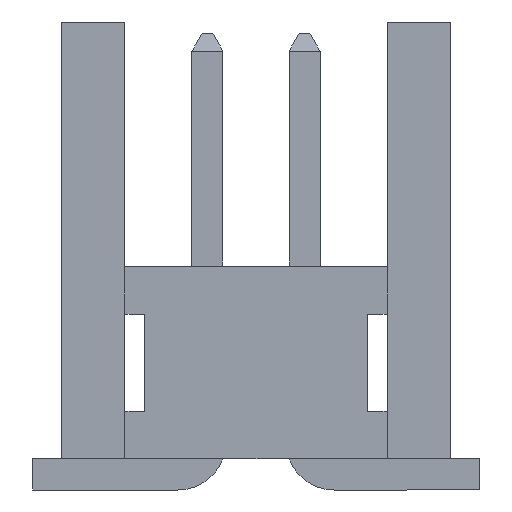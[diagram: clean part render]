
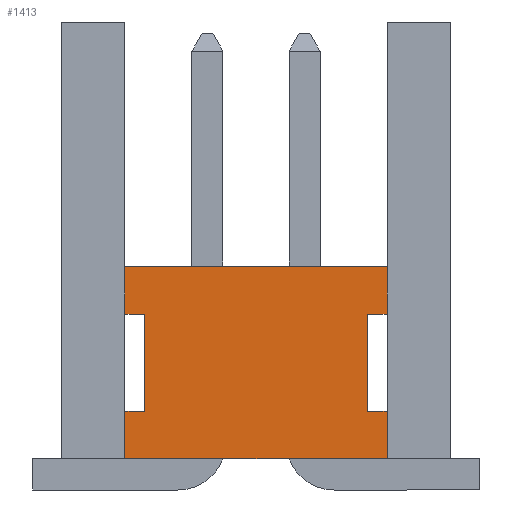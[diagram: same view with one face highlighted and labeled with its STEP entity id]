
A CAD part, left-side view. The second image highlights one B-rep face of the part: STEP entity #1413.
In plain terms, the highlighted planar face has unit normal (-1, 0, 0).
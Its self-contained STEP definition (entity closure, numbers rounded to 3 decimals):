
#286 = VERTEX_POINT('',#287);
#287 = CARTESIAN_POINT('',(-13.335,0.622,1.715));
#293 = EDGE_CURVE('',#286,#294,#296,.T.);
#294 = VERTEX_POINT('',#295);
#295 = CARTESIAN_POINT('',(-13.335,0.,1.715));
#296 = LINE('',#297,#298);
#297 = CARTESIAN_POINT('',(-13.335,2.515,1.715));
#298 = VECTOR('',#299,1.);
#299 = DIRECTION('',(0.,-1.,0.));
#318 = VERTEX_POINT('',#319);
#319 = CARTESIAN_POINT('',(-13.335,1.892,1.715));
#332 = VERTEX_POINT('',#333);
#333 = CARTESIAN_POINT('',(-13.335,2.515,1.715));
#339 = EDGE_CURVE('',#332,#318,#340,.T.);
#340 = LINE('',#341,#342);
#341 = CARTESIAN_POINT('',(-13.335,2.515,1.715));
#342 = VECTOR('',#343,1.);
#343 = DIRECTION('',(0.,-1.,0.));
#356 = VERTEX_POINT('',#357);
#357 = CARTESIAN_POINT('',(-13.335,0.622,-1.715));
#372 = VERTEX_POINT('',#373);
#373 = CARTESIAN_POINT('',(-13.335,0.,-1.715));
#379 = EDGE_CURVE('',#356,#372,#380,.T.);
#380 = LINE('',#381,#382);
#381 = CARTESIAN_POINT('',(-13.335,2.515,-1.715));
#382 = VECTOR('',#383,1.);
#383 = DIRECTION('',(0.,-1.,0.));
#396 = VERTEX_POINT('',#397);
#397 = CARTESIAN_POINT('',(-13.335,2.515,-1.715));
#412 = VERTEX_POINT('',#413);
#413 = CARTESIAN_POINT('',(-13.335,1.892,-1.715));
#419 = EDGE_CURVE('',#396,#412,#420,.T.);
#420 = LINE('',#421,#422);
#421 = CARTESIAN_POINT('',(-13.335,2.515,-1.715));
#422 = VECTOR('',#423,1.);
#423 = DIRECTION('',(0.,-1.,0.));
#1413 = ADVANCED_FACE('',(#1414),#1476,.F.);
#1414 = FACE_BOUND('',#1415,.T.);
#1415 = EDGE_LOOP('',(#1416,#1426,#1432,#1433,#1439,#1440,#1448,#1456,
    #1462,#1463,#1469,#1470));
#1416 = ORIENTED_EDGE('',*,*,#1417,.F.);
#1417 = EDGE_CURVE('',#1418,#1420,#1422,.T.);
#1418 = VERTEX_POINT('',#1419);
#1419 = CARTESIAN_POINT('',(-13.335,0.622,-1.461));
#1420 = VERTEX_POINT('',#1421);
#1421 = CARTESIAN_POINT('',(-13.335,1.892,-1.461));
#1422 = LINE('',#1423,#1424);
#1423 = CARTESIAN_POINT('',(-13.335,0.622,-1.461));
#1424 = VECTOR('',#1425,1.);
#1425 = DIRECTION('',(0.,1.,0.));
#1426 = ORIENTED_EDGE('',*,*,#1427,.F.);
#1427 = EDGE_CURVE('',#356,#1418,#1428,.T.);
#1428 = LINE('',#1429,#1430);
#1429 = CARTESIAN_POINT('',(-13.335,0.622,-1.715));
#1430 = VECTOR('',#1431,1.);
#1431 = DIRECTION('',(0.,0.,1.));
#1432 = ORIENTED_EDGE('',*,*,#379,.T.);
#1433 = ORIENTED_EDGE('',*,*,#1434,.T.);
#1434 = EDGE_CURVE('',#372,#294,#1435,.T.);
#1435 = LINE('',#1436,#1437);
#1436 = CARTESIAN_POINT('',(-13.335,0.,-1.715));
#1437 = VECTOR('',#1438,1.);
#1438 = DIRECTION('',(0.,0.,1.));
#1439 = ORIENTED_EDGE('',*,*,#293,.F.);
#1440 = ORIENTED_EDGE('',*,*,#1441,.F.);
#1441 = EDGE_CURVE('',#1442,#286,#1444,.T.);
#1442 = VERTEX_POINT('',#1443);
#1443 = CARTESIAN_POINT('',(-13.335,0.622,1.461));
#1444 = LINE('',#1445,#1446);
#1445 = CARTESIAN_POINT('',(-13.335,0.622,1.461));
#1446 = VECTOR('',#1447,1.);
#1447 = DIRECTION('',(0.,0.,1.));
#1448 = ORIENTED_EDGE('',*,*,#1449,.F.);
#1449 = EDGE_CURVE('',#1450,#1442,#1452,.T.);
#1450 = VERTEX_POINT('',#1451);
#1451 = CARTESIAN_POINT('',(-13.335,1.892,1.461));
#1452 = LINE('',#1453,#1454);
#1453 = CARTESIAN_POINT('',(-13.335,1.892,1.461));
#1454 = VECTOR('',#1455,1.);
#1455 = DIRECTION('',(0.,-1.,0.));
#1456 = ORIENTED_EDGE('',*,*,#1457,.F.);
#1457 = EDGE_CURVE('',#318,#1450,#1458,.T.);
#1458 = LINE('',#1459,#1460);
#1459 = CARTESIAN_POINT('',(-13.335,1.892,1.715));
#1460 = VECTOR('',#1461,1.);
#1461 = DIRECTION('',(0.,0.,-1.));
#1462 = ORIENTED_EDGE('',*,*,#339,.F.);
#1463 = ORIENTED_EDGE('',*,*,#1464,.F.);
#1464 = EDGE_CURVE('',#396,#332,#1465,.T.);
#1465 = LINE('',#1466,#1467);
#1466 = CARTESIAN_POINT('',(-13.335,2.515,-1.715));
#1467 = VECTOR('',#1468,1.);
#1468 = DIRECTION('',(0.,0.,1.));
#1469 = ORIENTED_EDGE('',*,*,#419,.T.);
#1470 = ORIENTED_EDGE('',*,*,#1471,.F.);
#1471 = EDGE_CURVE('',#1420,#412,#1472,.T.);
#1472 = LINE('',#1473,#1474);
#1473 = CARTESIAN_POINT('',(-13.335,1.892,-1.461));
#1474 = VECTOR('',#1475,1.);
#1475 = DIRECTION('',(0.,0.,-1.));
#1476 = PLANE('',#1477);
#1477 = AXIS2_PLACEMENT_3D('',#1478,#1479,#1480);
#1478 = CARTESIAN_POINT('',(-13.335,2.515,-1.715));
#1479 = DIRECTION('',(1.,0.,0.));
#1480 = DIRECTION('',(0.,0.,-1.));
